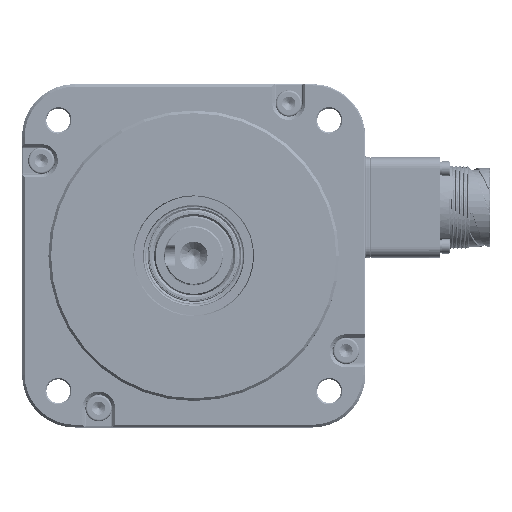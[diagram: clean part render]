
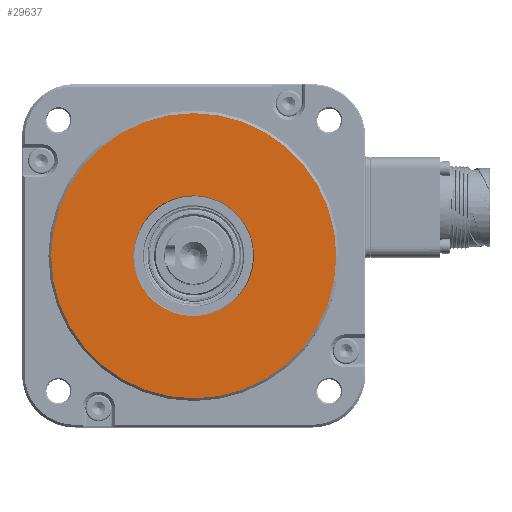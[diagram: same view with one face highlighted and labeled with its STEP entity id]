
A CAD part, top view. The second image highlights one B-rep face of the part: STEP entity #29637.
In plain terms, the highlighted planar face has unit normal (0, 0, 1).
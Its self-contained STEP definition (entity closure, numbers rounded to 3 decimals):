
#3843 = DIRECTION ( 'NONE',  ( -1., 0., 0. ) ) ;
#3873 = CARTESIAN_POINT ( 'NONE',  ( 0., 0., 40.827 ) ) ;
#12281 = CARTESIAN_POINT ( 'NONE',  ( 0., 0., 40.827 ) ) ;
#15597 = EDGE_CURVE ( 'NONE', #61776, #123650, #80436, .T. ) ;
#17323 = DIRECTION ( 'NONE',  ( 1., 0., 0. ) ) ;
#19380 = CIRCLE ( 'NONE', #49796, 22.864 ) ;
#25763 = DIRECTION ( 'NONE',  ( -1., 0., 0. ) ) ;
#29637 = ADVANCED_FACE ( 'NONE', ( #149842, #47593 ), #145161, .F. ) ;
#47593 = FACE_OUTER_BOUND ( 'NONE', #150593, .T. ) ;
#49796 = AXIS2_PLACEMENT_3D ( 'NONE', #163686, #83827, #3843 ) ;
#61776 = VERTEX_POINT ( 'NONE', #160821 ) ;
#65222 = DIRECTION ( 'NONE',  ( 0., 0., -1. ) ) ;
#65392 = AXIS2_PLACEMENT_3D ( 'NONE', #3873, #97284, #17323 ) ;
#66423 = ORIENTED_EDGE ( 'NONE', *, *, #102125, .T. ) ;
#67896 = ORIENTED_EDGE ( 'NONE', *, *, #157229, .T. ) ;
#75588 = DIRECTION ( 'NONE',  ( 0., 0., 1. ) ) ;
#76328 = VERTEX_POINT ( 'NONE', #121251 ) ;
#80389 = EDGE_CURVE ( 'NONE', #94026, #76328, #19380, .T. ) ;
#80436 = CIRCLE ( 'NONE', #121306, 54. ) ;
#83827 = DIRECTION ( 'NONE',  ( 0., 0., -1. ) ) ;
#94026 = VERTEX_POINT ( 'NONE', #154030 ) ;
#97284 = DIRECTION ( 'NONE',  ( 0., 0., 1. ) ) ;
#102125 = EDGE_CURVE ( 'NONE', #76328, #94026, #129948, .T. ) ;
#103034 = AXIS2_PLACEMENT_3D ( 'NONE', #12281, #105745, #25763 ) ;
#105745 = DIRECTION ( 'NONE',  ( 0., 0., -1. ) ) ;
#108147 = ORIENTED_EDGE ( 'NONE', *, *, #15597, .T. ) ;
#110525 = CIRCLE ( 'NONE', #65392, 54. ) ;
#121251 = CARTESIAN_POINT ( 'NONE',  ( 0., -22.864, 40.827 ) ) ;
#121306 = AXIS2_PLACEMENT_3D ( 'NONE', #155410, #75588, #168779 ) ;
#123650 = VERTEX_POINT ( 'NONE', #160234 ) ;
#127566 = ORIENTED_EDGE ( 'NONE', *, *, #80389, .T. ) ;
#129948 = CIRCLE ( 'NONE', #103034, 22.864 ) ;
#136508 = EDGE_LOOP ( 'NONE', ( #127566, #66423 ) ) ;
#144561 = AXIS2_PLACEMENT_3D ( 'NONE', #157934, #65222, #158495 ) ;
#145161 = PLANE ( 'NONE',  #144561 ) ;
#149842 = FACE_BOUND ( 'NONE', #136508, .T. ) ;
#150593 = EDGE_LOOP ( 'NONE', ( #67896, #108147 ) ) ;
#154030 = CARTESIAN_POINT ( 'NONE',  ( 0., 22.864, 40.827 ) ) ;
#155410 = CARTESIAN_POINT ( 'NONE',  ( 0., 0., 40.827 ) ) ;
#157229 = EDGE_CURVE ( 'NONE', #123650, #61776, #110525, .T. ) ;
#157934 = CARTESIAN_POINT ( 'NONE',  ( 0., 0., 40.827 ) ) ;
#158495 = DIRECTION ( 'NONE',  ( -1., 0., 0. ) ) ;
#160234 = CARTESIAN_POINT ( 'NONE',  ( -54., 0., 40.827 ) ) ;
#160821 = CARTESIAN_POINT ( 'NONE',  ( 54., 0., 40.827 ) ) ;
#163686 = CARTESIAN_POINT ( 'NONE',  ( 0., 0., 40.827 ) ) ;
#168779 = DIRECTION ( 'NONE',  ( 1., 0., 0. ) ) ;
